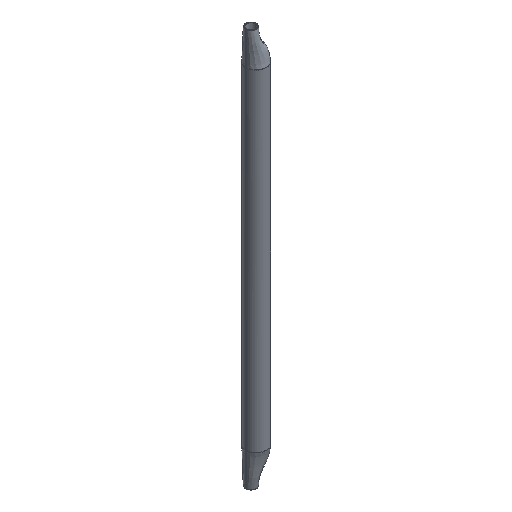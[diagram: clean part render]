
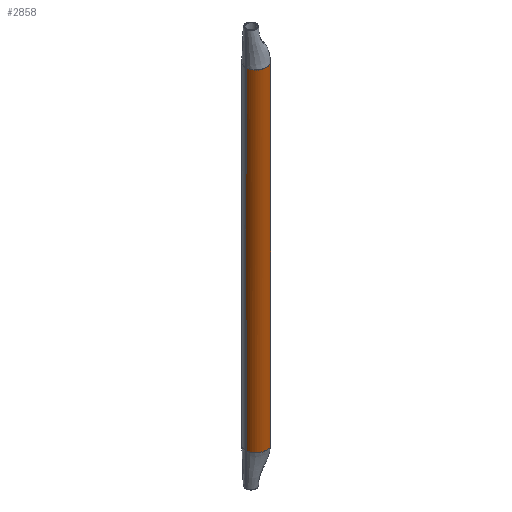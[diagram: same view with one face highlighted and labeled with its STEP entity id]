
A CAD part, isometric view. The second image highlights one B-rep face of the part: STEP entity #2858.
In plain terms, the highlighted cylindrical face has radius 1.55 mm (diameter 3.1 mm), a partial arc.
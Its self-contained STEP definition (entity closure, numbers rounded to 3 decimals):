
#217 = CARTESIAN_POINT ( 'NONE',  ( -0.609, -1.469, 25. ) ) ;
#249 = DIRECTION ( 'NONE',  ( 1., 0., 0. ) ) ;
#270 = VECTOR ( 'NONE', #2801, 1000. ) ;
#469 = EDGE_CURVE ( 'NONE', #4643, #4245, #2032, .T. ) ;
#502 = ORIENTED_EDGE ( 'NONE', *, *, #3402, .T. ) ;
#749 = CARTESIAN_POINT ( 'NONE',  ( 1.125, -1.125, 25. ) ) ;
#867 = CARTESIAN_POINT ( 'NONE',  ( 1.55, 0., 25. ) ) ;
#874 = ORIENTED_EDGE ( 'NONE', *, *, #1110, .T. ) ;
#920 = LINE ( 'NONE', #2387, #270 ) ;
#1013 = CARTESIAN_POINT ( 'NONE',  ( 0., 0., -25. ) ) ;
#1042 = CARTESIAN_POINT ( 'NONE',  ( -1.55, 0., -25. ) ) ;
#1110 = EDGE_CURVE ( 'NONE', #2751, #4245, #4406, .T. ) ;
#1132 = FACE_OUTER_BOUND ( 'NONE', #1697, .T. ) ;
#1331 = CARTESIAN_POINT ( 'NONE',  ( -1.55, -0.203, 25. ) ) ;
#1356 = CARTESIAN_POINT ( 'NONE',  ( 0.609, -1.469, 25. ) ) ;
#1430 = CARTESIAN_POINT ( 'NONE',  ( 1.55, 0., 25. ) ) ;
#1697 = EDGE_LOOP ( 'NONE', ( #3820, #3191, #502, #874 ) ) ;
#1726 = CARTESIAN_POINT ( 'NONE',  ( 0., -1.59, 25. ) ) ;
#1893 = AXIS2_PLACEMENT_3D ( 'NONE', #1013, #2520, #249 ) ;
#1919 = VERTEX_POINT ( 'NONE', #3249 ) ;
#1930 = DIRECTION ( 'NONE',  ( 0., 0., -1. ) ) ;
#1955 = CARTESIAN_POINT ( 'NONE',  ( 1.55, 0., -25. ) ) ;
#2032 = LINE ( 'NONE', #867, #2923 ) ;
#2169 = CARTESIAN_POINT ( 'NONE',  ( 1.469, -0.609, 25. ) ) ;
#2176 = EDGE_CURVE ( 'NONE', #1919, #4643, #3234, .T. ) ;
#2387 = CARTESIAN_POINT ( 'NONE',  ( -1.55, 0., 25. ) ) ;
#2464 = CARTESIAN_POINT ( 'NONE',  ( -1.469, -0.609, 25. ) ) ;
#2520 = DIRECTION ( 'NONE',  ( 0., 0., 1. ) ) ;
#2751 = VERTEX_POINT ( 'NONE', #1042 ) ;
#2801 = DIRECTION ( 'NONE',  ( 0., 0., -1. ) ) ;
#2858 = ADVANCED_FACE ( 'NONE', ( #1132 ), #4062, .T. ) ;
#2866 = CARTESIAN_POINT ( 'NONE',  ( 1.55, 0., 25. ) ) ;
#2923 = VECTOR ( 'NONE', #1930, 1000. ) ;
#2985 = DIRECTION ( 'NONE',  ( -1., 0., 0. ) ) ;
#3191 = ORIENTED_EDGE ( 'NONE', *, *, #2176, .F. ) ;
#3234 = B_SPLINE_CURVE_WITH_KNOTS ( 'NONE', 3,
 ( #4695, #1331, #2464, #3594, #217, #1726, #1356, #749, #2169, #3694, #1430 ),
 .UNSPECIFIED., .F., .F.,
 ( 4, 1, 1, 1, 1, 1, 1, 1, 4 ),
 ( 0.5, 0.563, 0.625, 0.688, 0.75, 0.813, 0.875, 0.938, 1. ),
 .UNSPECIFIED. ) ;
#3249 = CARTESIAN_POINT ( 'NONE',  ( -1.55, 0., 25. ) ) ;
#3304 = CARTESIAN_POINT ( 'NONE',  ( 0., 0., 25. ) ) ;
#3402 = EDGE_CURVE ( 'NONE', #1919, #2751, #920, .T. ) ;
#3594 = CARTESIAN_POINT ( 'NONE',  ( -1.125, -1.125, 25. ) ) ;
#3694 = CARTESIAN_POINT ( 'NONE',  ( 1.55, -0.203, 25. ) ) ;
#3771 = DIRECTION ( 'NONE',  ( 0., 0., -1. ) ) ;
#3820 = ORIENTED_EDGE ( 'NONE', *, *, #469, .F. ) ;
#3982 = AXIS2_PLACEMENT_3D ( 'NONE', #3304, #3771, #2985 ) ;
#4062 = CYLINDRICAL_SURFACE ( 'NONE', #3982, 1.55 ) ;
#4245 = VERTEX_POINT ( 'NONE', #1955 ) ;
#4406 = CIRCLE ( 'NONE', #1893, 1.55 ) ;
#4643 = VERTEX_POINT ( 'NONE', #2866 ) ;
#4695 = CARTESIAN_POINT ( 'NONE',  ( -1.55, 0., 25. ) ) ;
